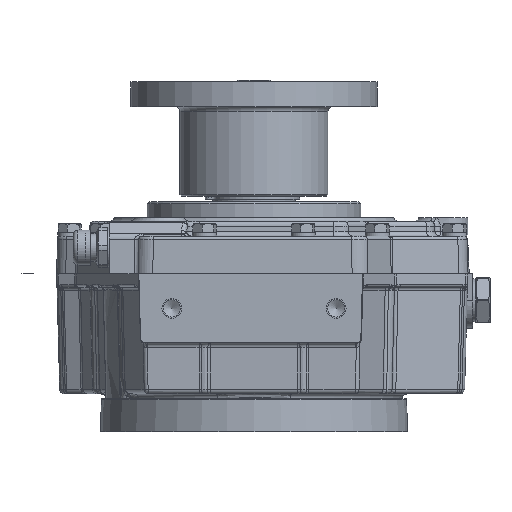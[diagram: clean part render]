
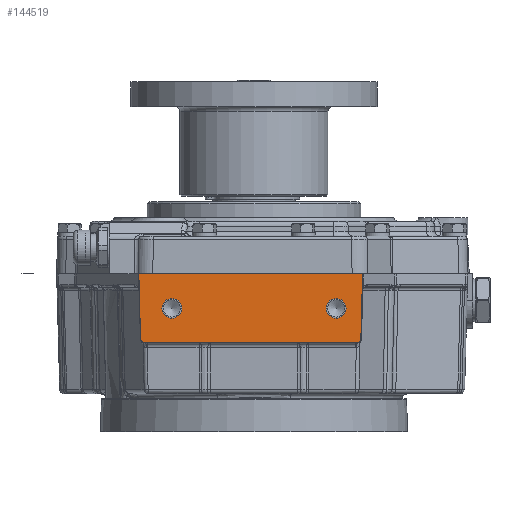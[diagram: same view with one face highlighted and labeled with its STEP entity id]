
A CAD part, left-side view. The second image highlights one B-rep face of the part: STEP entity #144519.
In plain terms, the highlighted planar face has unit normal (-1, 0, 0).
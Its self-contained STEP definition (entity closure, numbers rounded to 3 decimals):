
#3506 = CARTESIAN_POINT ( 'NONE',  ( -225., 70., 0. ) ) ;
#8001 = LINE ( 'NONE', #163192, #124861 ) ;
#9294 = EDGE_LOOP ( 'NONE', ( #168230, #124603, #159831, #161944, #175749, #142867 ) ) ;
#22502 = CIRCLE ( 'NONE', #99695, 3. ) ;
#22760 = DIRECTION ( 'NONE',  ( -1., 0., 0. ) ) ;
#29570 = LINE ( 'NONE', #86695, #110682 ) ;
#30510 = CARTESIAN_POINT ( 'NONE',  ( -225., 65.978, -42. ) ) ;
#35512 = AXIS2_PLACEMENT_3D ( 'NONE', #49022, #155659, #64426 ) ;
#38491 = EDGE_CURVE ( 'NONE', #177344, #145016, #8001, .T. ) ;
#38690 = CARTESIAN_POINT ( 'NONE',  ( -225., -61.978, -42. ) ) ;
#39098 = CARTESIAN_POINT ( 'NONE',  ( -225., -50., -15. ) ) ;
#40730 = CARTESIAN_POINT ( 'NONE',  ( -225., 50., -21. ) ) ;
#42955 = VERTEX_POINT ( 'NONE', #38690 ) ;
#44047 = CIRCLE ( 'NONE', #72005, 6. ) ;
#46774 = CARTESIAN_POINT ( 'NONE',  ( -225., 70., 0. ) ) ;
#47596 = CARTESIAN_POINT ( 'NONE',  ( -225., -66., 0. ) ) ;
#49022 = CARTESIAN_POINT ( 'NONE',  ( -225., -61.978, -39. ) ) ;
#53590 = CARTESIAN_POINT ( 'NONE',  ( -225., -64.977, -39.079 ) ) ;
#54339 = CARTESIAN_POINT ( 'NONE',  ( -225., 65.978, -39. ) ) ;
#56060 = DIRECTION ( 'NONE',  ( 0., 0., 1. ) ) ;
#56425 = VERTEX_POINT ( 'NONE', #30510 ) ;
#64029 = VERTEX_POINT ( 'NONE', #115612 ) ;
#64426 = DIRECTION ( 'NONE',  ( 0., 0., -1. ) ) ;
#69724 = DIRECTION ( 'NONE',  ( 0., 0., 1. ) ) ;
#72005 = AXIS2_PLACEMENT_3D ( 'NONE', #40730, #147308, #56060 ) ;
#73471 = ORIENTED_EDGE ( 'NONE', *, *, #111113, .F. ) ;
#73957 = CARTESIAN_POINT ( 'NONE',  ( -225., -66., 0. ) ) ;
#82209 = VERTEX_POINT ( 'NONE', #53590 ) ;
#85959 = EDGE_CURVE ( 'NONE', #82209, #177344, #111059, .T. ) ;
#86695 = CARTESIAN_POINT ( 'NONE',  ( -225., 65.978, -42. ) ) ;
#87046 = CARTESIAN_POINT ( 'NONE',  ( -225., 65.978, -39. ) ) ;
#88872 = AXIS2_PLACEMENT_3D ( 'NONE', #114100, #22760, #129407 ) ;
#92763 = VERTEX_POINT ( 'NONE', #166762 ) ;
#94773 = DIRECTION ( 'NONE',  ( 0., -0.026, -1. ) ) ;
#98383 = VECTOR ( 'NONE', #94773, 1000. ) ;
#99016 = CIRCLE ( 'NONE', #88872, 6. ) ;
#99695 = AXIS2_PLACEMENT_3D ( 'NONE', #54339, #160988, #69724 ) ;
#99971 = EDGE_LOOP ( 'NONE', ( #73471 ) ) ;
#101595 = EDGE_CURVE ( 'NONE', #42955, #82209, #111202, .T. ) ;
#101889 = DIRECTION ( 'NONE',  ( 0., 1., 0. ) ) ;
#102373 = DIRECTION ( 'NONE',  ( 0., 0., 1. ) ) ;
#103945 = DIRECTION ( 'NONE',  ( 0., -0.026, 1. ) ) ;
#107920 = EDGE_CURVE ( 'NONE', #56425, #42955, #29570, .T. ) ;
#109859 = VERTEX_POINT ( 'NONE', #39098 ) ;
#110682 = VECTOR ( 'NONE', #116747, 1000. ) ;
#111059 = LINE ( 'NONE', #73957, #187345 ) ;
#111113 = EDGE_CURVE ( 'NONE', #109859, #109859, #99016, .T. ) ;
#111202 = CIRCLE ( 'NONE', #35512, 3. ) ;
#113818 = FACE_OUTER_BOUND ( 'NONE', #9294, .T. ) ;
#114100 = CARTESIAN_POINT ( 'NONE',  ( -225., -50., -21. ) ) ;
#115612 = CARTESIAN_POINT ( 'NONE',  ( -225., 50., -15. ) ) ;
#116747 = DIRECTION ( 'NONE',  ( 0., -1., 0. ) ) ;
#124603 = ORIENTED_EDGE ( 'NONE', *, *, #107920, .T. ) ;
#124861 = VECTOR ( 'NONE', #101889, 1000. ) ;
#129407 = DIRECTION ( 'NONE',  ( 0., 0., 1. ) ) ;
#132400 = PLANE ( 'NONE',  #145801 ) ;
#133232 = EDGE_CURVE ( 'NONE', #145016, #92763, #193739, .T. ) ;
#142867 = ORIENTED_EDGE ( 'NONE', *, *, #133232, .T. ) ;
#144519 = ADVANCED_FACE ( 'NONE', ( #154322, #190083, #113818 ), #132400, .F. ) ;
#145016 = VERTEX_POINT ( 'NONE', #46774 ) ;
#145801 = AXIS2_PLACEMENT_3D ( 'NONE', #87046, #193612, #102373 ) ;
#147308 = DIRECTION ( 'NONE',  ( -1., 0., 0. ) ) ;
#149091 = ORIENTED_EDGE ( 'NONE', *, *, #174213, .F. ) ;
#154322 = FACE_BOUND ( 'NONE', #188085, .T. ) ;
#155659 = DIRECTION ( 'NONE',  ( -1., 0., 0. ) ) ;
#159831 = ORIENTED_EDGE ( 'NONE', *, *, #101595, .T. ) ;
#160988 = DIRECTION ( 'NONE',  ( -1., 0., 0. ) ) ;
#161944 = ORIENTED_EDGE ( 'NONE', *, *, #85959, .T. ) ;
#163048 = EDGE_CURVE ( 'NONE', #92763, #56425, #22502, .T. ) ;
#163192 = CARTESIAN_POINT ( 'NONE',  ( -225., -66., 0. ) ) ;
#166762 = CARTESIAN_POINT ( 'NONE',  ( -225., 68.977, -39.079 ) ) ;
#168230 = ORIENTED_EDGE ( 'NONE', *, *, #163048, .T. ) ;
#174213 = EDGE_CURVE ( 'NONE', #64029, #64029, #44047, .T. ) ;
#175749 = ORIENTED_EDGE ( 'NONE', *, *, #38491, .T. ) ;
#177344 = VERTEX_POINT ( 'NONE', #47596 ) ;
#187345 = VECTOR ( 'NONE', #103945, 1000. ) ;
#188085 = EDGE_LOOP ( 'NONE', ( #149091 ) ) ;
#190083 = FACE_BOUND ( 'NONE', #99971, .T. ) ;
#193612 = DIRECTION ( 'NONE',  ( 1., 0., 0. ) ) ;
#193739 = LINE ( 'NONE', #3506, #98383 ) ;
